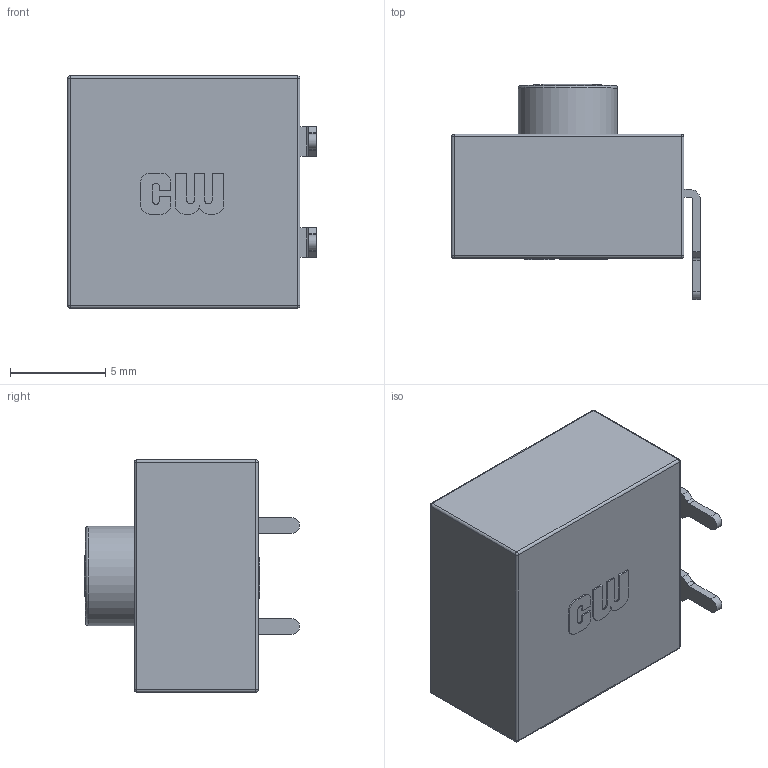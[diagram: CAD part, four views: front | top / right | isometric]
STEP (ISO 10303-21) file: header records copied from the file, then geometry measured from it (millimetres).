
FILE_DESCRIPTION(/* description */ (''),/* implementation_level */ '2;1');
FILE_NAME(/* name */ 'GPTS203211X Model.stp',/* time_stamp */ '2023-02-22T14:26:05-05:00',/* author */ ('dwiltbank'),/* organization */ (''),/* preprocessor_version */ 'ST-DEVELOPER v18.1',/* originating_system */ 'Autodesk Inventor 2022',/* authorisation */ '');
FILE_SCHEMA (('AUTOMOTIVE_DESIGN { 1 0 10303 214 3 1 1 }'));
Length unit declared in the file: inch
Products named in the file (1): GPTS203211X Model_Simplify_1
Bounding box: 13.06 x 11.29 x 12.19 mm (x, y, z)
Volume: 1028.1 mm3; surface area: 690.5 mm2
Topology: 1 solids, 1 shells, 94 faces, 237 edges, 150 vertices
Faces by surface type: plane 49, cylinder 35, sphere 9, torus 1
Full cylindrical faces by diameter (mm): 5.207 x1
Entity records: 2977 total; most frequent: DIRECTION 500, CARTESIAN_POINT 482, ORIENTED_EDGE 474, EDGE_CURVE 237, AXIS2_PLACEMENT_3D 168, LINE 164, VECTOR 164, VERTEX_POINT 150
